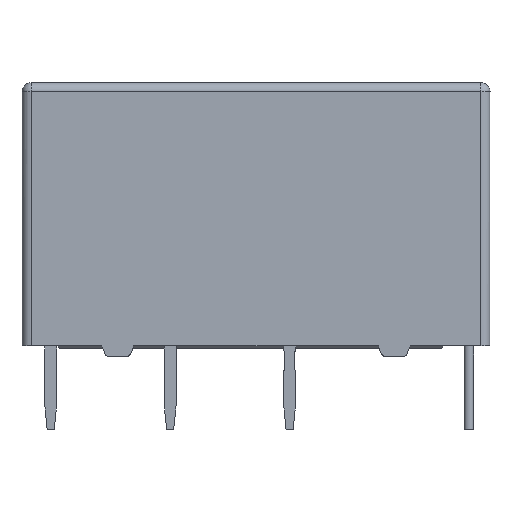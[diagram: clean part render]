
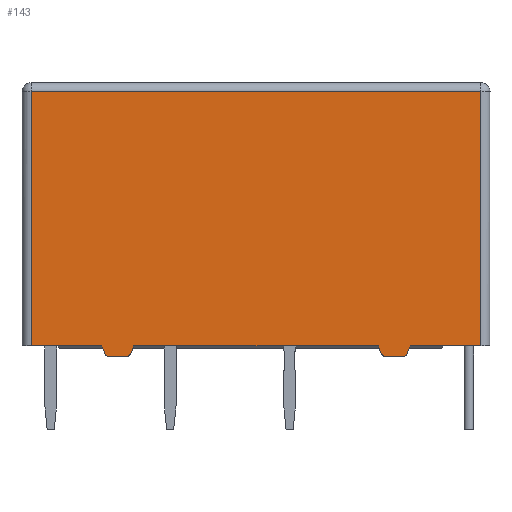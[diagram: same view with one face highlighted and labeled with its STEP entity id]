
A CAD part, front view. The second image highlights one B-rep face of the part: STEP entity #143.
In plain terms, the highlighted planar face has unit normal (0, -1, 0).
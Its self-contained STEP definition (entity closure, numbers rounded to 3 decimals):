
#143=ADVANCED_FACE('',(#1662),#1664,.T.);
#1662=FACE_BOUND('',#1663,.T.);
#1663=EDGE_LOOP('',(#2941,#2942,#2943,#2944,#2945,#2946,#2947,#2948,#2949,#2950,
#2951,#2952,#2953,#2954,#2955,#2956,#2957,#2958,#2959,#2960));
#1664=PLANE('',#1665);
#1665=AXIS2_PLACEMENT_3D('',#1666,#1667,#1668);
#1666=CARTESIAN_POINT('',(9.42,-0.5,-0.7));
#1667=DIRECTION('',(0.,-1.,0.));
#1668=DIRECTION('',(0.,0.,1.));
#2941=ORIENTED_EDGE('',*,*,#3775,.T.);
#2942=ORIENTED_EDGE('',*,*,#3776,.T.);
#2943=ORIENTED_EDGE('',*,*,#3777,.T.);
#2944=ORIENTED_EDGE('',*,*,#3778,.T.);
#2945=ORIENTED_EDGE('',*,*,#3779,.T.);
#2946=ORIENTED_EDGE('',*,*,#3780,.T.);
#2947=ORIENTED_EDGE('',*,*,#3781,.T.);
#2948=ORIENTED_EDGE('',*,*,#3782,.T.);
#2949=ORIENTED_EDGE('',*,*,#3783,.T.);
#2950=ORIENTED_EDGE('',*,*,#3784,.F.);
#2951=ORIENTED_EDGE('',*,*,#3785,.T.);
#2952=ORIENTED_EDGE('',*,*,#3786,.T.);
#2953=ORIENTED_EDGE('',*,*,#3787,.F.);
#2954=ORIENTED_EDGE('',*,*,#3788,.T.);
#2955=ORIENTED_EDGE('',*,*,#3789,.T.);
#2956=ORIENTED_EDGE('',*,*,#3790,.T.);
#2957=ORIENTED_EDGE('',*,*,#3791,.T.);
#2958=ORIENTED_EDGE('',*,*,#3792,.F.);
#2959=ORIENTED_EDGE('',*,*,#3793,.T.);
#2960=ORIENTED_EDGE('',*,*,#3794,.T.);
#3775=EDGE_CURVE('',#4290,#4291,#4292,.T.);
#3776=EDGE_CURVE('',#4291,#4293,#4294,.T.);
#3777=EDGE_CURVE('',#4293,#4295,#4296,.T.);
#3778=EDGE_CURVE('',#4295,#4297,#4298,.T.);
#3779=EDGE_CURVE('',#4297,#4299,#4300,.T.);
#3780=EDGE_CURVE('',#4299,#4301,#4302,.T.);
#3781=EDGE_CURVE('',#4301,#4303,#4304,.T.);
#3782=EDGE_CURVE('',#4303,#4305,#4306,.T.);
#3783=EDGE_CURVE('',#4305,#4307,#4308,.T.);
#3784=EDGE_CURVE('',#4309,#4307,#4310,.T.);
#3785=EDGE_CURVE('',#4309,#4311,#4312,.T.);
#3786=EDGE_CURVE('',#4311,#4313,#4314,.T.);
#3787=EDGE_CURVE('',#4315,#4313,#4316,.T.);
#3788=EDGE_CURVE('',#4315,#4317,#4318,.T.);
#3789=EDGE_CURVE('',#4317,#4319,#4320,.T.);
#3790=EDGE_CURVE('',#4319,#4321,#4322,.T.);
#3791=EDGE_CURVE('',#4321,#4323,#4324,.T.);
#3792=EDGE_CURVE('',#4325,#4323,#4326,.T.);
#3793=EDGE_CURVE('',#4325,#4327,#4328,.T.);
#3794=EDGE_CURVE('',#4327,#4290,#4329,.T.);
#4290=VERTEX_POINT('',#5213);
#4291=VERTEX_POINT('',#5214);
#4292=LINE('',#5215,#5216);
#4293=VERTEX_POINT('',#5218);
#4294=CIRCLE('',#5219,0.2);
#4295=VERTEX_POINT('',#5223);
#4296=LINE('',#5224,#5225);
#4297=VERTEX_POINT('',#5227);
#4298=LINE('',#5228,#5229);
#4299=VERTEX_POINT('',#5231);
#4300=B_SPLINE_CURVE_WITH_KNOTS('',1,
(#5232,#5233),
.UNSPECIFIED.,.F.,.F.,
(2,2),
(0.,1.),
.UNSPECIFIED.);
#4301=VERTEX_POINT('',#5234);
#4302=LINE('',#5235,#5236);
#4303=VERTEX_POINT('',#5238);
#4304=LINE('',#5239,#5240);
#4305=VERTEX_POINT('',#5242);
#4306=LINE('',#5243,#5244);
#4307=VERTEX_POINT('',#5246);
#4308=B_SPLINE_CURVE_WITH_KNOTS('',1,
(#5247,#5248),
.UNSPECIFIED.,.F.,.F.,
(2,2),
(0.,1.),
.UNSPECIFIED.);
#4309=VERTEX_POINT('',#5249);
#4310=LINE('',#5250,#5251);
#4311=VERTEX_POINT('',#5253);
#4312=LINE('',#5254,#5255);
#4313=VERTEX_POINT('',#5257);
#4314=CIRCLE('',#5258,0.2);
#4315=VERTEX_POINT('',#5262);
#4316=LINE('',#5263,#5264);
#4317=VERTEX_POINT('',#5266);
#4318=CIRCLE('',#5267,0.2);
#4319=VERTEX_POINT('',#5271);
#4320=LINE('',#5272,#5273);
#4321=VERTEX_POINT('',#5275);
#4322=LINE('',#5276,#5277);
#4323=VERTEX_POINT('',#5279);
#4324=B_SPLINE_CURVE_WITH_KNOTS('',1,
(#5280,#5281),
.UNSPECIFIED.,.F.,.F.,
(2,2),
(0.,1.),
.UNSPECIFIED.);
#4325=VERTEX_POINT('',#5282);
#4326=LINE('',#5283,#5284);
#4327=VERTEX_POINT('',#5286);
#4328=LINE('',#5287,#5288);
#4329=CIRCLE('',#5290,0.2);
#5213=CARTESIAN_POINT('',(14.932,-0.5,-1.15));
#5214=CARTESIAN_POINT('',(15.658,-0.5,-1.15));
#5215=CARTESIAN_POINT('',(14.932,-0.5,-1.15));
#5216=VECTOR('',#5217,1.);
#5217=DIRECTION('',(1.,0.,0.));
#5218=CARTESIAN_POINT('',(15.845,-0.5,-1.022));
#5219=AXIS2_PLACEMENT_3D('',#5220,#5221,#5222);
#5220=CARTESIAN_POINT('',(15.658,-0.5,-0.95));
#5221=DIRECTION('',(0.,-1.,0.));
#5222=DIRECTION('',(0.,0.,-1.));
#5223=CARTESIAN_POINT('',(15.97,-0.5,-0.7));
#5224=CARTESIAN_POINT('',(15.845,-0.5,-1.022));
#5225=VECTOR('',#5226,1.);
#5226=DIRECTION('',(0.362,0.,0.932));
#5227=CARTESIAN_POINT('',(15.97,-0.5,-0.701));
#5228=CARTESIAN_POINT('',(15.97,-0.5,-0.7));
#5229=VECTOR('',#5230,1.);
#5230=DIRECTION('',(0.,0.,-1.));
#5231=CARTESIAN_POINT('',(18.97,-0.5,-0.701));
#5232=CARTESIAN_POINT('',(15.97,-0.5,-0.701));
#5233=CARTESIAN_POINT('',(18.97,-0.5,-0.701));
#5234=CARTESIAN_POINT('',(18.97,-0.5,10.1));
#5235=CARTESIAN_POINT('',(18.97,-0.5,-0.701));
#5236=VECTOR('',#5237,1.);
#5237=DIRECTION('',(0.,0.,1.));
#5238=CARTESIAN_POINT('',(-0.13,-0.5,10.1));
#5239=CARTESIAN_POINT('',(18.97,-0.5,10.1));
#5240=VECTOR('',#5241,1.);
#5241=DIRECTION('',(-1.,0.,0.));
#5242=CARTESIAN_POINT('',(-0.13,-0.5,-0.701));
#5243=CARTESIAN_POINT('',(-0.13,-0.5,10.1));
#5244=VECTOR('',#5245,1.);
#5245=DIRECTION('',(0.,0.,-1.));
#5246=CARTESIAN_POINT('',(2.87,-0.5,-0.701));
#5247=CARTESIAN_POINT('',(-0.13,-0.5,-0.701));
#5248=CARTESIAN_POINT('',(2.87,-0.5,-0.701));
#5249=CARTESIAN_POINT('',(2.87,-0.5,-0.7));
#5250=CARTESIAN_POINT('',(2.87,-0.5,-0.7));
#5251=VECTOR('',#5252,1.);
#5252=DIRECTION('',(0.,0.,-1.));
#5253=CARTESIAN_POINT('',(2.995,-0.5,-1.022));
#5254=CARTESIAN_POINT('',(2.87,-0.5,-0.7));
#5255=VECTOR('',#5256,1.);
#5256=DIRECTION('',(0.362,0.,-0.932));
#5257=CARTESIAN_POINT('',(3.182,-0.5,-1.15));
#5258=AXIS2_PLACEMENT_3D('',#5259,#5260,#5261);
#5259=CARTESIAN_POINT('',(3.182,-0.5,-0.95));
#5260=DIRECTION('',(0.,-1.,0.));
#5261=DIRECTION('',(-0.932,0.,-0.362));
#5262=CARTESIAN_POINT('',(3.908,-0.5,-1.15));
#5263=CARTESIAN_POINT('',(3.908,-0.5,-1.15));
#5264=VECTOR('',#5265,1.);
#5265=DIRECTION('',(-1.,0.,0.));
#5266=CARTESIAN_POINT('',(4.095,-0.5,-1.022));
#5267=AXIS2_PLACEMENT_3D('',#5268,#5269,#5270);
#5268=CARTESIAN_POINT('',(3.908,-0.5,-0.95));
#5269=DIRECTION('',(0.,-1.,0.));
#5270=DIRECTION('',(0.,0.,-1.));
#5271=CARTESIAN_POINT('',(4.22,-0.5,-0.7));
#5272=CARTESIAN_POINT('',(4.095,-0.5,-1.022));
#5273=VECTOR('',#5274,1.);
#5274=DIRECTION('',(0.362,0.,0.932));
#5275=CARTESIAN_POINT('',(4.22,-0.5,-0.701));
#5276=CARTESIAN_POINT('',(4.22,-0.5,-0.7));
#5277=VECTOR('',#5278,1.);
#5278=DIRECTION('',(0.,0.,-1.));
#5279=CARTESIAN_POINT('',(14.62,-0.5,-0.701));
#5280=CARTESIAN_POINT('',(4.22,-0.5,-0.701));
#5281=CARTESIAN_POINT('',(14.62,-0.5,-0.701));
#5282=CARTESIAN_POINT('',(14.62,-0.5,-0.7));
#5283=CARTESIAN_POINT('',(14.62,-0.5,-0.7));
#5284=VECTOR('',#5285,1.);
#5285=DIRECTION('',(0.,0.,-1.));
#5286=CARTESIAN_POINT('',(14.745,-0.5,-1.022));
#5287=CARTESIAN_POINT('',(14.62,-0.5,-0.7));
#5288=VECTOR('',#5289,1.);
#5289=DIRECTION('',(0.362,0.,-0.932));
#5290=AXIS2_PLACEMENT_3D('',#5291,#5292,#5293);
#5291=CARTESIAN_POINT('',(14.932,-0.5,-0.95));
#5292=DIRECTION('',(0.,-1.,0.));
#5293=DIRECTION('',(-0.932,0.,-0.362));
